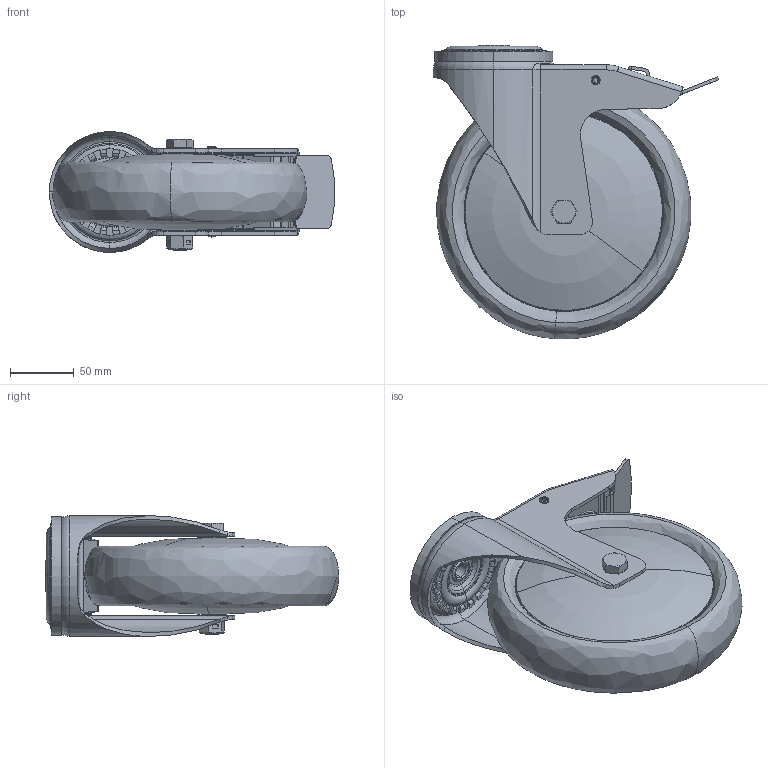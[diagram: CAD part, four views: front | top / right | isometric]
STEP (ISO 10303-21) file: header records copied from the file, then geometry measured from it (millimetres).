
FILE_DESCRIPTION (( 'STEP AP214' ), '1' );
FILE_NAME ('0056245.step', '2023-11-07T12:01:07', ( '' ), ( '' ), 'SwSTEP 2.0', 'SolidWorks 2020', '' );
FILE_SCHEMA (( 'AUTOMOTIVE_DESIGN' ));
Length unit declared in the file: millimetre
Products named in the file (1): 0056245
Bounding box: 224.14 x 230.91 x 95 mm (x, y, z)
Volume: 1012024.1 mm3; surface area: 409213.4 mm2
Topology: 20 solids, 21 shells, 1320 faces, 3393 edges, 2082 vertices
Faces by surface type: plane 458, cylinder 304, torus 298, cone 141, bspline 61, sphere 58
Entity records: 61544 total; most frequent: CARTESIAN_POINT 15065, DIRECTION 6934, ORIENTED_EDGE 6610, EDGE_CURVE 3305, AXIS2_PLACEMENT_3D 2832, VERTEX_POINT 2038, CIRCLE 1572, EDGE_LOOP 1395
